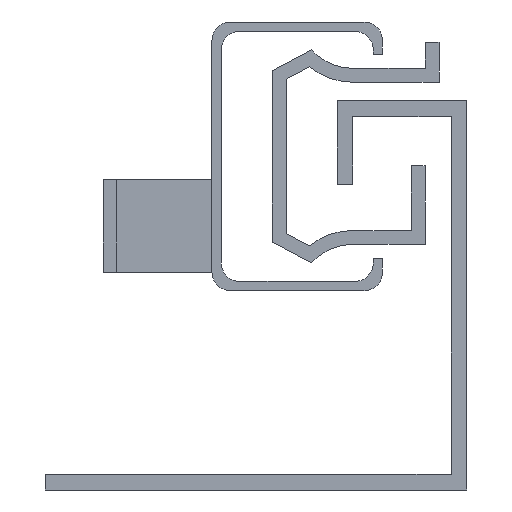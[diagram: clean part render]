
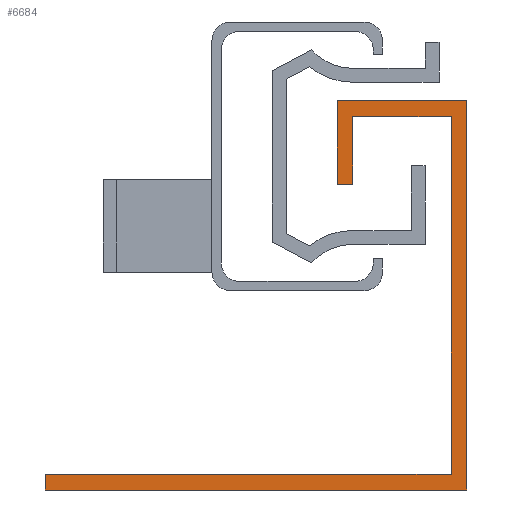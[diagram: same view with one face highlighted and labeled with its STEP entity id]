
A CAD part, left-side view. The second image highlights one B-rep face of the part: STEP entity #6684.
In plain terms, the highlighted planar face has unit normal (-1, 0, 0).
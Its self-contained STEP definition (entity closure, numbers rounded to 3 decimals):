
#167 = LINE ( 'NONE', #2221, #4886 ) ;
#189 = VERTEX_POINT ( 'NONE', #4363 ) ;
#336 = CARTESIAN_POINT ( 'NONE',  ( 0., 45.5, 0. ) ) ;
#350 = PLANE ( 'NONE',  #6058 ) ;
#418 = CARTESIAN_POINT ( 'NONE',  ( 0., 1.7, 40.3 ) ) ;
#554 = VERTEX_POINT ( 'NONE', #2248 ) ;
#652 = EDGE_CURVE ( 'NONE', #6627, #1484, #5503, .T. ) ;
#658 = DIRECTION ( 'NONE',  ( 0., 0., -1. ) ) ;
#716 = VERTEX_POINT ( 'NONE', #1374 ) ;
#722 = CARTESIAN_POINT ( 'NONE',  ( 0., 1.7, 1.7 ) ) ;
#796 = LINE ( 'NONE', #6061, #1623 ) ;
#882 = CARTESIAN_POINT ( 'NONE',  ( 0., 45.5, 0. ) ) ;
#1220 = VECTOR ( 'NONE', #1428, 1000. ) ;
#1266 = DIRECTION ( 'NONE',  ( 1., 0., 0. ) ) ;
#1374 = CARTESIAN_POINT ( 'NONE',  ( 0., 45.5, 1.7 ) ) ;
#1409 = LINE ( 'NONE', #336, #3362 ) ;
#1428 = DIRECTION ( 'NONE',  ( 0., 1., 0. ) ) ;
#1484 = VERTEX_POINT ( 'NONE', #1800 ) ;
#1536 = ORIENTED_EDGE ( 'NONE', *, *, #4742, .F. ) ;
#1623 = VECTOR ( 'NONE', #6472, 1000. ) ;
#1631 = ORIENTED_EDGE ( 'NONE', *, *, #652, .F. ) ;
#1639 = EDGE_LOOP ( 'NONE', ( #1631, #1969, #2320, #5760, #5656, #5236, #2433, #5714, #1536, #2208 ) ) ;
#1675 = VECTOR ( 'NONE', #4984, 1000. ) ;
#1800 = CARTESIAN_POINT ( 'NONE',  ( 0., 0., 42. ) ) ;
#1803 = VERTEX_POINT ( 'NONE', #5199 ) ;
#1818 = DIRECTION ( 'NONE',  ( 0., 0., 1. ) ) ;
#1969 = ORIENTED_EDGE ( 'NONE', *, *, #4986, .F. ) ;
#2137 = CARTESIAN_POINT ( 'NONE',  ( 0., 0., 0. ) ) ;
#2208 = ORIENTED_EDGE ( 'NONE', *, *, #3349, .F. ) ;
#2221 = CARTESIAN_POINT ( 'NONE',  ( 0., 14., 33. ) ) ;
#2244 = DIRECTION ( 'NONE',  ( 0., -1., 0. ) ) ;
#2248 = CARTESIAN_POINT ( 'NONE',  ( 0., 12.3, 33. ) ) ;
#2261 = VECTOR ( 'NONE', #2244, 1000. ) ;
#2294 = EDGE_CURVE ( 'NONE', #2858, #554, #5735, .T. ) ;
#2307 = LINE ( 'NONE', #4822, #4752 ) ;
#2315 = VECTOR ( 'NONE', #658, 1000. ) ;
#2320 = ORIENTED_EDGE ( 'NONE', *, *, #3503, .F. ) ;
#2433 = ORIENTED_EDGE ( 'NONE', *, *, #3384, .F. ) ;
#2772 = DIRECTION ( 'NONE',  ( 0., 0., 1. ) ) ;
#2858 = VERTEX_POINT ( 'NONE', #5965 ) ;
#2985 = VERTEX_POINT ( 'NONE', #882 ) ;
#3012 = LINE ( 'NONE', #5075, #1220 ) ;
#3260 = CARTESIAN_POINT ( 'NONE',  ( 0., 45.5, 1.7 ) ) ;
#3344 = VECTOR ( 'NONE', #4541, 1000. ) ;
#3349 = EDGE_CURVE ( 'NONE', #1484, #3581, #2307, .T. ) ;
#3362 = VECTOR ( 'NONE', #5539, 1000. ) ;
#3384 = EDGE_CURVE ( 'NONE', #716, #189, #3774, .T. ) ;
#3500 = EDGE_CURVE ( 'NONE', #4579, #2858, #6572, .T. ) ;
#3503 = EDGE_CURVE ( 'NONE', #554, #1803, #796, .T. ) ;
#3581 = VERTEX_POINT ( 'NONE', #2137 ) ;
#3774 = LINE ( 'NONE', #3260, #2261 ) ;
#3919 = EDGE_CURVE ( 'NONE', #189, #4579, #5862, .T. ) ;
#4363 = CARTESIAN_POINT ( 'NONE',  ( 0., 1.7, 1.7 ) ) ;
#4372 = FACE_OUTER_BOUND ( 'NONE', #1639, .T. ) ;
#4382 = CARTESIAN_POINT ( 'NONE',  ( 0., 14., 42. ) ) ;
#4436 = CARTESIAN_POINT ( 'NONE',  ( 0., 0., 0. ) ) ;
#4541 = DIRECTION ( 'NONE',  ( 0., 1., 0. ) ) ;
#4579 = VERTEX_POINT ( 'NONE', #5908 ) ;
#4742 = EDGE_CURVE ( 'NONE', #3581, #2985, #3012, .T. ) ;
#4752 = VECTOR ( 'NONE', #5327, 1000. ) ;
#4822 = CARTESIAN_POINT ( 'NONE',  ( 0., 0., 42. ) ) ;
#4886 = VECTOR ( 'NONE', #1818, 1000. ) ;
#4984 = DIRECTION ( 'NONE',  ( 0., -1., 0. ) ) ;
#4986 = EDGE_CURVE ( 'NONE', #1803, #6627, #167, .T. ) ;
#5075 = CARTESIAN_POINT ( 'NONE',  ( 0., 0., 0. ) ) ;
#5199 = CARTESIAN_POINT ( 'NONE',  ( 0., 14., 33. ) ) ;
#5236 = ORIENTED_EDGE ( 'NONE', *, *, #3919, .F. ) ;
#5286 = CARTESIAN_POINT ( 'NONE',  ( 0., 12.3, 40.3 ) ) ;
#5327 = DIRECTION ( 'NONE',  ( 0., 0., -1. ) ) ;
#5356 = CARTESIAN_POINT ( 'NONE',  ( 0., 14., 42. ) ) ;
#5503 = LINE ( 'NONE', #4382, #1675 ) ;
#5539 = DIRECTION ( 'NONE',  ( 0., 0., 1. ) ) ;
#5656 = ORIENTED_EDGE ( 'NONE', *, *, #3500, .F. ) ;
#5714 = ORIENTED_EDGE ( 'NONE', *, *, #5779, .F. ) ;
#5735 = LINE ( 'NONE', #5286, #2315 ) ;
#5760 = ORIENTED_EDGE ( 'NONE', *, *, #2294, .F. ) ;
#5779 = EDGE_CURVE ( 'NONE', #2985, #716, #1409, .T. ) ;
#5862 = LINE ( 'NONE', #722, #6552 ) ;
#5908 = CARTESIAN_POINT ( 'NONE',  ( 0., 1.7, 40.3 ) ) ;
#5965 = CARTESIAN_POINT ( 'NONE',  ( 0., 12.3, 40.3 ) ) ;
#6058 = AXIS2_PLACEMENT_3D ( 'NONE', #4436, #1266, #6538 ) ;
#6061 = CARTESIAN_POINT ( 'NONE',  ( 0., 12.3, 33. ) ) ;
#6472 = DIRECTION ( 'NONE',  ( 0., 1., 0. ) ) ;
#6538 = DIRECTION ( 'NONE',  ( 0., 0., -1. ) ) ;
#6552 = VECTOR ( 'NONE', #2772, 1000. ) ;
#6572 = LINE ( 'NONE', #418, #3344 ) ;
#6627 = VERTEX_POINT ( 'NONE', #5356 ) ;
#6684 = ADVANCED_FACE ( 'NONE', ( #4372 ), #350, .F. ) ;
